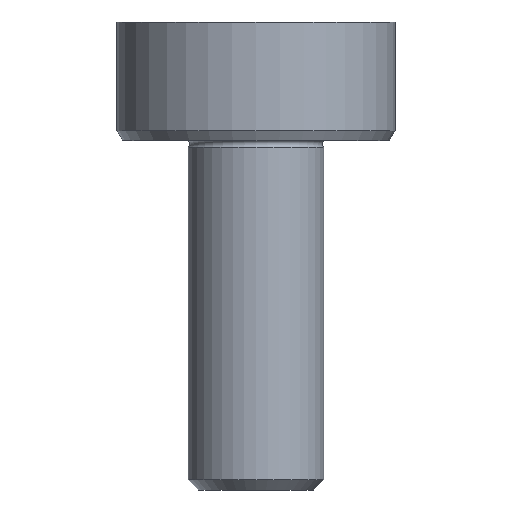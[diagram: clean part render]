
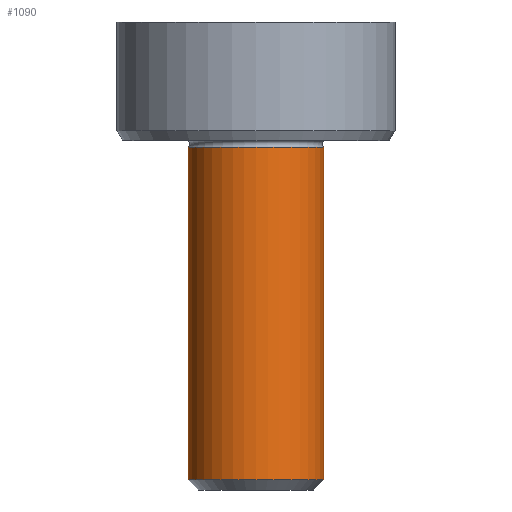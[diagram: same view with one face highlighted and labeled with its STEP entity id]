
A CAD part, front view. The second image highlights one B-rep face of the part: STEP entity #1090.
In plain terms, the highlighted cylindrical face has radius 2 mm (diameter 4 mm), a full revolution.
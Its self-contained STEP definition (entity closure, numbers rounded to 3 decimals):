
#146=LINE('',#2156,#227);
#227=VECTOR('',#1356,2.);
#231=CYLINDRICAL_SURFACE('',#1165,2.);
#288=FACE_OUTER_BOUND('',#350,.T.);
#350=EDGE_LOOP('',(#963,#964,#965,#966,#967));
#427=CIRCLE('',#1164,2.);
#428=CIRCLE('',#1166,2.);
#429=CIRCLE('',#1167,2.);
#538=VERTEX_POINT('',#2148);
#539=VERTEX_POINT('',#2152);
#540=VERTEX_POINT('',#2153);
#693=EDGE_CURVE('',#538,#538,#427,.T.);
#695=EDGE_CURVE('',#539,#540,#428,.T.);
#696=EDGE_CURVE('',#540,#539,#429,.T.);
#697=EDGE_CURVE('',#540,#538,#146,.T.);
#963=ORIENTED_EDGE('',*,*,#695,.F.);
#964=ORIENTED_EDGE('',*,*,#696,.F.);
#965=ORIENTED_EDGE('',*,*,#697,.T.);
#966=ORIENTED_EDGE('',*,*,#693,.T.);
#967=ORIENTED_EDGE('',*,*,#697,.F.);
#1090=ADVANCED_FACE('',(#288),#231,.T.);
#1164=AXIS2_PLACEMENT_3D('',#2149,#1347,#1348);
#1165=AXIS2_PLACEMENT_3D('',#2151,#1350,#1351);
#1166=AXIS2_PLACEMENT_3D('',#2154,#1352,#1353);
#1167=AXIS2_PLACEMENT_3D('',#2155,#1354,#1355);
#1347=DIRECTION('center_axis',(0.,0.,1.));
#1348=DIRECTION('ref_axis',(0.,-1.,0.));
#1350=DIRECTION('center_axis',(0.,0.,1.));
#1351=DIRECTION('ref_axis',(0.,-1.,0.));
#1352=DIRECTION('center_axis',(0.,0.,1.));
#1353=DIRECTION('ref_axis',(0.,-1.,0.));
#1354=DIRECTION('center_axis',(0.,0.,1.));
#1355=DIRECTION('ref_axis',(0.,-1.,0.));
#1356=DIRECTION('',(0.,0.,-1.));
#2148=CARTESIAN_POINT('',(0.,2.,-10.));
#2149=CARTESIAN_POINT('Origin',(0.,0.,-10.));
#2151=CARTESIAN_POINT('Origin',(0.,0.,-5.093));
#2152=CARTESIAN_POINT('',(-2.,0.,-0.187));
#2153=CARTESIAN_POINT('',(0.,2.,-0.187));
#2154=CARTESIAN_POINT('Origin',(0.,0.,-0.187));
#2155=CARTESIAN_POINT('Origin',(0.,0.,-0.187));
#2156=CARTESIAN_POINT('',(0.,2.,-5.093));
